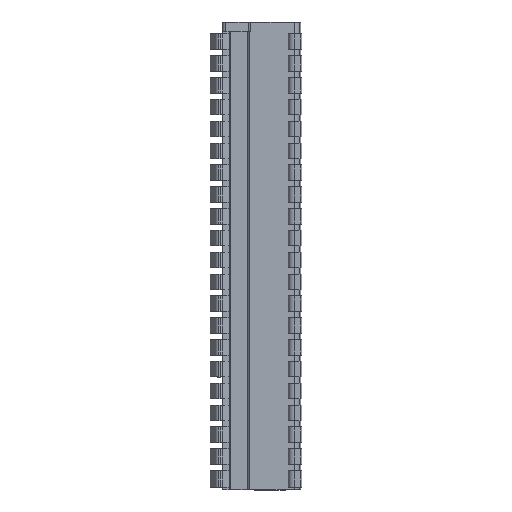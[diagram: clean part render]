
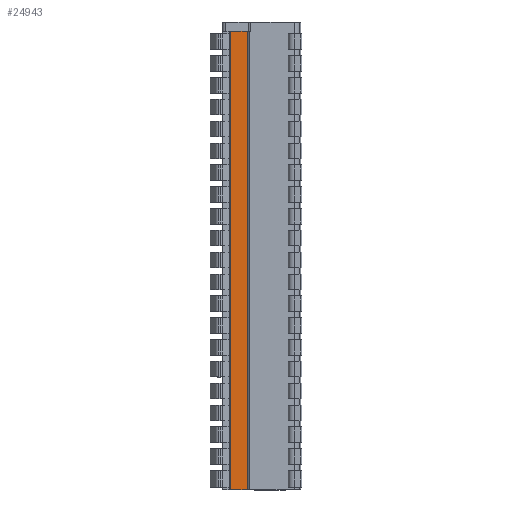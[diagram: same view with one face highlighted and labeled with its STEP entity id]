
A CAD part, top view. The second image highlights one B-rep face of the part: STEP entity #24943.
In plain terms, the highlighted planar face has unit normal (0, 0, 1).
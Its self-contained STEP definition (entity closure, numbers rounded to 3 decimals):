
#36=DIRECTION('',(1.,0.,0.));
#37=VECTOR('',#36,2.7);
#38=CARTESIAN_POINT('',(-4.12,0.,2.73));
#39=LINE('',#38,#37);
#2501=DIRECTION('',(1.,0.,0.));
#2502=VECTOR('',#2501,2.7);
#2503=CARTESIAN_POINT('',(-4.12,-73.5,2.73));
#2504=LINE('',#2503,#2502);
#8527=DIRECTION('',(0.,-1.,0.));
#8528=VECTOR('',#8527,73.5);
#8529=CARTESIAN_POINT('',(-4.12,0.,2.73));
#8530=LINE('',#8529,#8528);
#8531=DIRECTION('',(0.,-1.,0.));
#8532=VECTOR('',#8531,73.5);
#8533=CARTESIAN_POINT('',(-1.42,0.,2.73));
#8534=LINE('',#8533,#8532);
#11089=CARTESIAN_POINT('',(-4.12,0.,2.73));
#11090=VERTEX_POINT('',#11089);
#11091=CARTESIAN_POINT('',(-1.42,0.,2.73));
#11092=VERTEX_POINT('',#11091);
#11127=CARTESIAN_POINT('',(-4.12,-73.5,2.73));
#11128=VERTEX_POINT('',#11127);
#11129=CARTESIAN_POINT('',(-1.42,-73.5,2.73));
#11130=VERTEX_POINT('',#11129);
#24931=CARTESIAN_POINT('',(-4.12,0.,2.73));
#24932=DIRECTION('',(0.,0.,1.));
#24933=DIRECTION('',(1.,0.,0.));
#24934=AXIS2_PLACEMENT_3D('',#24931,#24932,#24933);
#24935=PLANE('',#24934);
#24936=ORIENTED_EDGE('',*,*,#14473,.T.);
#24938=ORIENTED_EDGE('',*,*,#24937,.T.);
#24939=ORIENTED_EDGE('',*,*,#16376,.F.);
#24940=ORIENTED_EDGE('',*,*,#24924,.F.);
#24941=EDGE_LOOP('',(#24936,#24938,#24939,#24940));
#24942=FACE_OUTER_BOUND('',#24941,.F.);
#24943=ADVANCED_FACE('',(#24942),#24935,.T.);
#14473=EDGE_CURVE('',#11090,#11092,#39,.T.);
#16376=EDGE_CURVE('',#11128,#11130,#2504,.T.);
#24924=EDGE_CURVE('',#11090,#11128,#8530,.T.);
#24937=EDGE_CURVE('',#11092,#11130,#8534,.T.);
